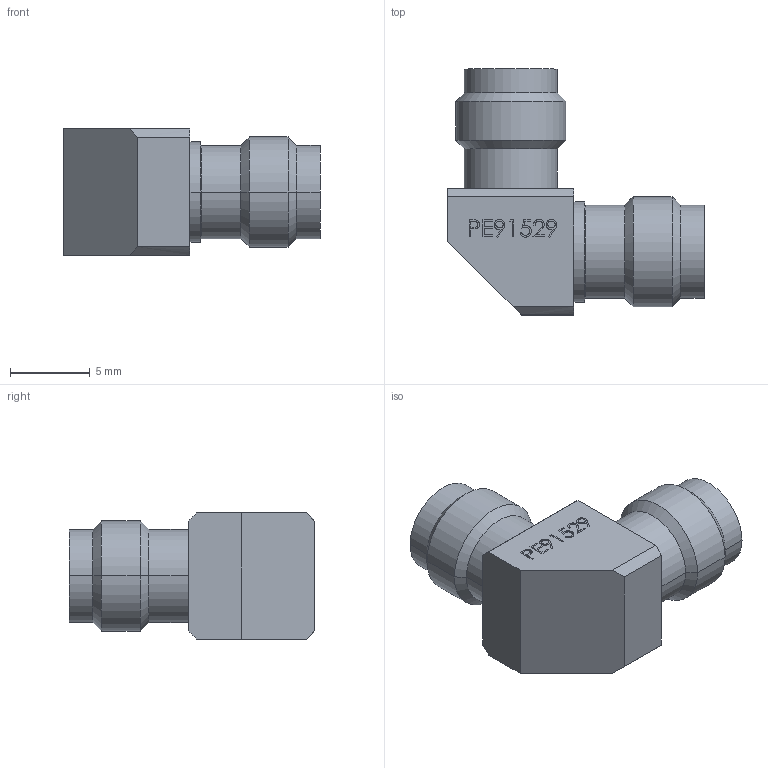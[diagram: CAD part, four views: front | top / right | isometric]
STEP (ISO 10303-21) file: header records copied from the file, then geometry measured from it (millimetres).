
FILE_DESCRIPTION (( 'STEP AP203' ), '1' );
FILE_NAME ('PE91529.STEP', '2021-05-05T11:31:06', ( '' ), ( '' ), 'SwSTEP 2.0', 'SolidWorks 2020', '' );
FILE_SCHEMA (( 'CONFIG_CONTROL_DESIGN' ));
Length unit declared in the file: inch
Products named in the file (5): ALS-248-248-12-1.stp; Part14^PE91529; ALS-248-248-12-2.stp; als-248-248.stp; PE91529
Assembly tree (5 placements, depth 3):
  PE91529
    als-248-248.stp
      ALS-248-248-12-2.stp
      ALS-248-248-12-1.stp  x2
    Part14^PE91529
Bounding box: 16.1 x 15.42 x 7.92 mm (x, y, z)
Volume: 925.7 mm3; surface area: 862.3 mm2
Topology: 10 solids, 10 shells, 159 faces, 373 edges, 238 vertices
Faces by surface type: plane 73, bspline 38, cylinder 32, cone 16
Entity records: 6614 total; most frequent: CARTESIAN_POINT 3100, ORIENTED_EDGE 658, DIRECTION 503, EDGE_CURVE 329, VERTEX_POINT 214, VECTOR 213, LINE 213, EDGE_LOOP 145
